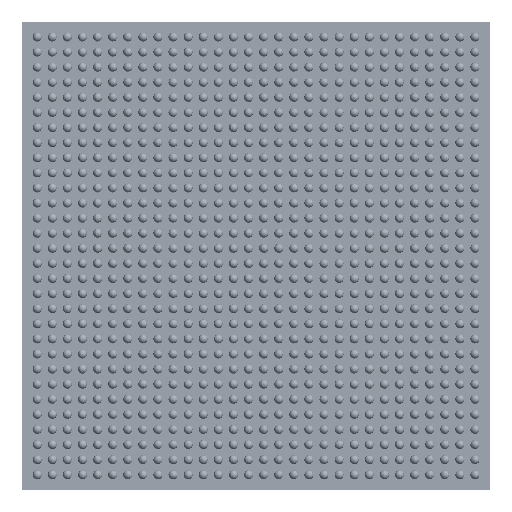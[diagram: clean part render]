
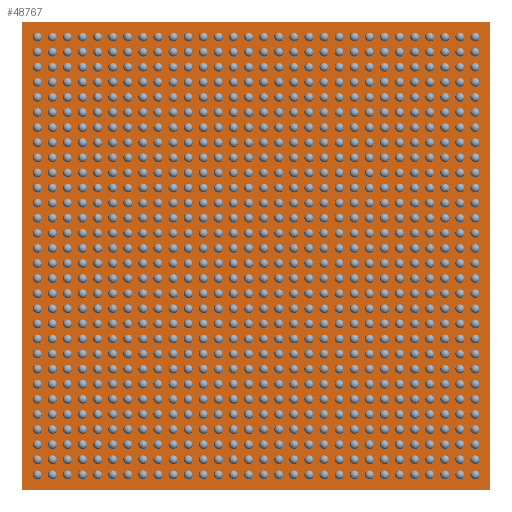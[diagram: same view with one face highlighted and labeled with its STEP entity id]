
A CAD part, front view. The second image highlights one B-rep face of the part: STEP entity #48767.
In plain terms, the highlighted planar face has unit normal (0, -1, 0).
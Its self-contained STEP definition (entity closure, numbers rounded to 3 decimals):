
#48620 = CARTESIAN_POINT ( 'NONE',  ( -15.5, 0.48, 15.5 ) ) ;
#48621 = VERTEX_POINT ( 'NONE', #48620 ) ;
#48622 = CARTESIAN_POINT ( 'NONE',  ( 15.5, 0.48, 15.5 ) ) ;
#48623 = VERTEX_POINT ( 'NONE', #48622 ) ;
#48624 = CARTESIAN_POINT ( 'NONE',  ( -15.5, 0.48, 15.5 ) ) ;
#48625 = DIRECTION ( 'NONE',  ( 1., 0., 0. ) ) ;
#48626 = VECTOR ( 'NONE', #48625, 1000. ) ;
#48627 = LINE ( 'NONE', #48624, #48626 ) ;
#48628 = EDGE_CURVE ( 'NONE', #48621, #48623, #48627, .T. ) ;
#48660 = CARTESIAN_POINT ( 'NONE',  ( 15.5, 0.48, -15.5 ) ) ;
#48661 = VERTEX_POINT ( 'NONE', #48660 ) ;
#48662 = CARTESIAN_POINT ( 'NONE',  ( 15.5, 0.48, -15.5 ) ) ;
#48663 = DIRECTION ( 'NONE',  ( 0., 0., -1. ) ) ;
#48664 = VECTOR ( 'NONE', #48663, 1000. ) ;
#48665 = LINE ( 'NONE', #48662, #48664 ) ;
#48666 = EDGE_CURVE ( 'NONE', #48623, #48661, #48665, .T. ) ;
#48691 = CARTESIAN_POINT ( 'NONE',  ( -15.5, 0.48, -15.5 ) ) ;
#48692 = VERTEX_POINT ( 'NONE', #48691 ) ;
#48693 = CARTESIAN_POINT ( 'NONE',  ( -15.5, 0.48, -15.5 ) ) ;
#48694 = DIRECTION ( 'NONE',  ( -1., 0., 0. ) ) ;
#48695 = VECTOR ( 'NONE', #48694, 1000. ) ;
#48696 = LINE ( 'NONE', #48693, #48695 ) ;
#48697 = EDGE_CURVE ( 'NONE', #48661, #48692, #48696, .T. ) ;
#48722 = CARTESIAN_POINT ( 'NONE',  ( -15.5, 0.48, -15.5 ) ) ;
#48723 = DIRECTION ( 'NONE',  ( 0., 0., 1. ) ) ;
#48724 = VECTOR ( 'NONE', #48723, 1000. ) ;
#48725 = LINE ( 'NONE', #48722, #48724 ) ;
#48726 = EDGE_CURVE ( 'NONE', #48692, #48621, #48725, .T. ) ;
#48756 = ORIENTED_EDGE ( 'NONE', *, *, #48628, .F. ) ;
#48757 = ORIENTED_EDGE ( 'NONE', *, *, #48726, .F. ) ;
#48758 = ORIENTED_EDGE ( 'NONE', *, *, #48697, .F. ) ;
#48759 = ORIENTED_EDGE ( 'NONE', *, *, #48666, .F. ) ;
#48760 = EDGE_LOOP ( 'NONE', ( #48756, #48757, #48758, #48759 ) ) ;
#48761 = FACE_OUTER_BOUND ( 'NONE', #48760, .T. ) ;
#48762 = CARTESIAN_POINT ( 'NONE',  ( 0., 0.48, 0. ) ) ;
#48763 = DIRECTION ( 'NONE',  ( 0., -1., 0. ) ) ;
#48764 = DIRECTION ( 'NONE',  ( 1., 0., 0. ) ) ;
#48765 = AXIS2_PLACEMENT_3D ( 'NONE', #48762, #48763, #48764 ) ;
#48766 = PLANE ( 'NONE', #48765 ) ;
#48767 = ADVANCED_FACE ( 'NONE', ( #48761 ), #48766, .T. ) ;
